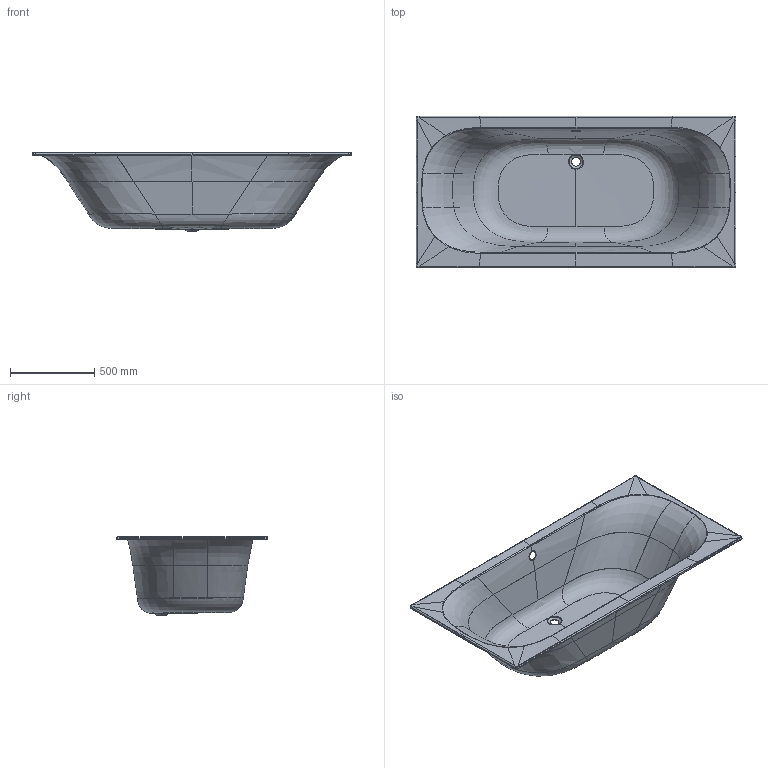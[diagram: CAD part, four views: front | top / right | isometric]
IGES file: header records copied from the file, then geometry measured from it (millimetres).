
Global section: file name: 554008; native system: Autodesk Inventor 2018; preprocessor: unknown; author: JANAN; date: 20200709.092318; units: millimetre
Bounding box: 1899.13 x 899.13 x 465.27 mm (x, y, z)
Volume: 15479343.1 mm3; surface area: 5623522.2 mm2
Topology: 1 solids, 1 shells, 243 faces, 595 edges, 350 vertices
Faces by surface type: bspline 243
